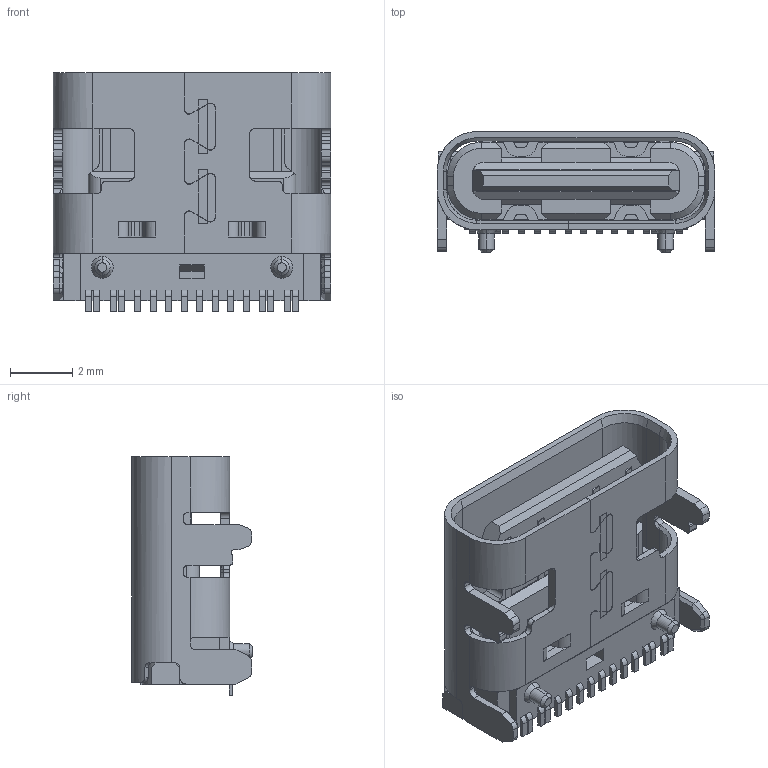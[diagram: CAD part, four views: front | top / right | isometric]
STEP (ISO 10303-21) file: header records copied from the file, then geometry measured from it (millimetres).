
FILE_DESCRIPTION(('STEP AP242'),'1');
FILE_NAME('usb4105-xx-a-060.stp','2024-05-26T14:27:11',('TraceParts'),('TraceParts S.A.'),'Spatial InterOp 3D',' ',' ');
FILE_SCHEMA(('AP242_MANAGED_MODEL_BASED_3D_ENGINEERING_MIM_LF {1 0 10303 442 1 1 4}'));
Length unit declared in the file: millimetre
Products named in the file (1): usb4105-xx-a-060_1
Bounding box: 8.94 x 3.89 x 7.7 mm (x, y, z)
Volume: 113.3 mm3; surface area: 481.1 mm2
Topology: 2 solids, 2 shells, 842 faces, 2399 edges, 1550 vertices
Faces by surface type: plane 620, cylinder 170, cone 43, bspline 9
Entity records: 29397 total; most frequent: CARTESIAN_POINT 6862, ORIENTED_EDGE 4784, DIRECTION 3894, EDGE_CURVE 2392, LINE 1806, VECTOR 1806, VERTEX_POINT 1550, AXIS2_PLACEMENT_3D 1044
